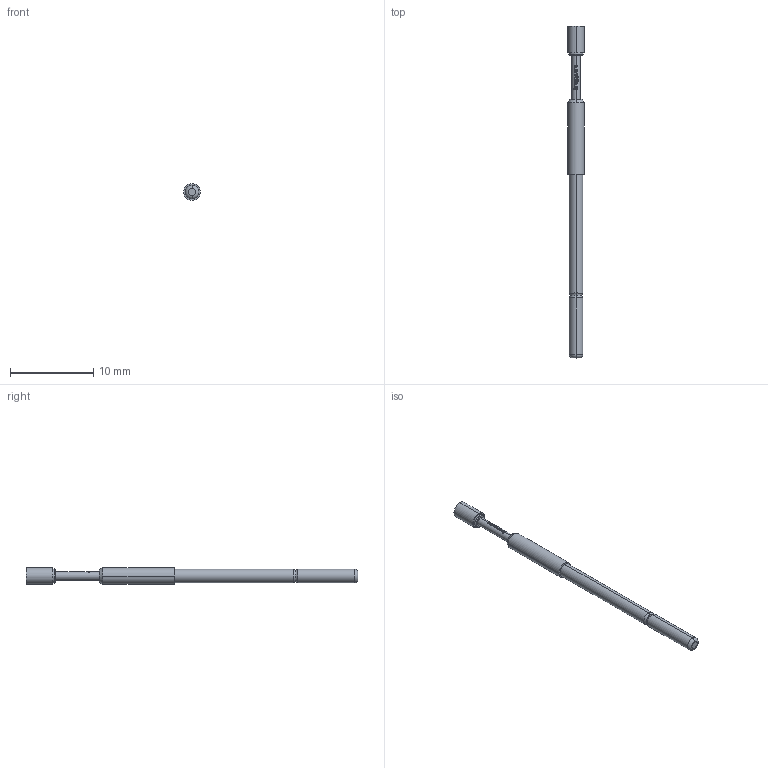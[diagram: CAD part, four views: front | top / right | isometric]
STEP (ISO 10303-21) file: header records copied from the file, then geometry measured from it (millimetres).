
FILE_DESCRIPTION (( 'STEP AP203' ), '1' );
FILE_NAME ('INGUN_HSS-118_353_200_S_xx09.STEP', '2022-02-02T12:31:08', ( 'ochi' ), ( '' ), 'SwSTEP 2.0', 'SolidWorks 2018', '' );
FILE_SCHEMA (( 'CONFIG_CONTROL_DESIGN' ));
Length unit declared in the file: millimetre
Products named in the file (1): INGUN_HSS-118_353_200_S_xx09
Bounding box: 2 x 39.8 x 2 mm (x, y, z)
Volume: 88.3 mm3; surface area: 219.8 mm2
Topology: 1 solids, 1 shells, 113 faces, 306 edges, 200 vertices
Faces by surface type: plane 46, cylinder 33, bspline 22, torus 6, cone 6
Entity records: 3925 total; most frequent: CARTESIAN_POINT 1120, ORIENTED_EDGE 612, DIRECTION 526, EDGE_CURVE 306, AXIS2_PLACEMENT_3D 214, VERTEX_POINT 200, CIRCLE 122, EDGE_LOOP 118
